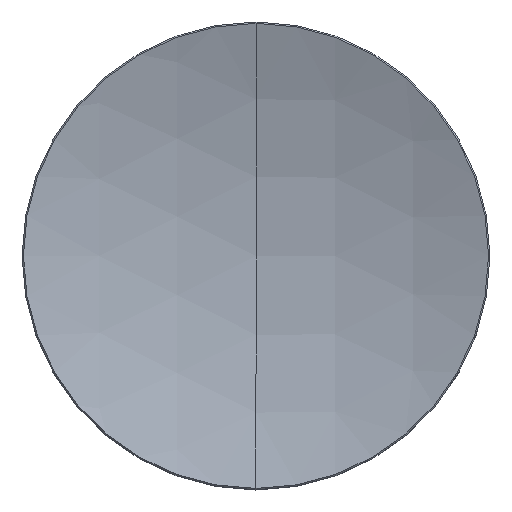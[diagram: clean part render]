
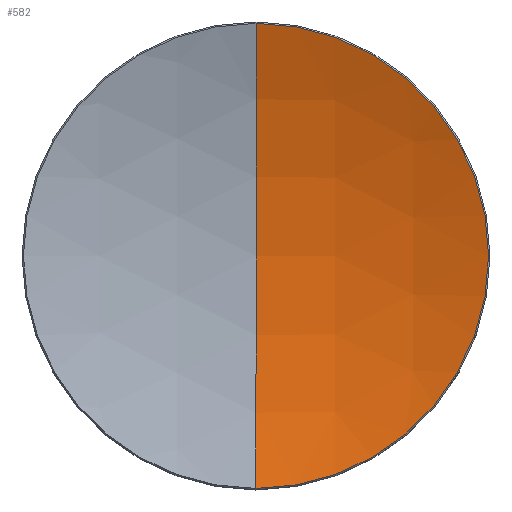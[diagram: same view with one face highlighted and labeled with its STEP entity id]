
A CAD part, top view. The second image highlights one B-rep face of the part: STEP entity #582.
In plain terms, the highlighted spherical face has radius 76.2 mm.
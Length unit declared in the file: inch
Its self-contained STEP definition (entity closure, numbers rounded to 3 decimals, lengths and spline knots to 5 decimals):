
#547 = EDGE_CURVE ( 'NONE', #580, #589, #2589, .T. ) ;
#549 = EDGE_CURVE ( 'NONE', #589, #595, #2618, .T. ) ;
#580 = VERTEX_POINT ( 'NONE', #2684 ) ;
#582 = ADVANCED_FACE ( 'NONE', ( #2671 ), #2691, .F. ) ;
#583 = EDGE_LOOP ( 'NONE', ( #596, #586, #587, #597 ) ) ;
#584 = EDGE_CURVE ( 'NONE', #592, #580, #2669, .T. ) ;
#586 = ORIENTED_EDGE ( 'NONE', *, *, #584, .T. ) ;
#587 = ORIENTED_EDGE ( 'NONE', *, *, #547, .T. ) ;
#589 = VERTEX_POINT ( 'NONE', #2116 ) ;
#591 = EDGE_CURVE ( 'NONE', #592, #595, #2114, .T. ) ;
#592 = VERTEX_POINT ( 'NONE', #2137 ) ;
#595 = VERTEX_POINT ( 'NONE', #2136 ) ;
#596 = ORIENTED_EDGE ( 'NONE', *, *, #591, .F. ) ;
#597 = ORIENTED_EDGE ( 'NONE', *, *, #549, .T. ) ;
#2114 = CIRCLE ( 'NONE', #2693, 3. ) ;
#2116 = CARTESIAN_POINT ( 'NONE',  ( 0.99418, 0., 0.52385 ) ) ;
#2136 = CARTESIAN_POINT ( 'NONE',  ( 0., 0.99418, 0.52385 ) ) ;
#2137 = CARTESIAN_POINT ( 'NONE',  ( 0., 0., 0.35433 ) ) ;
#2589 = CIRCLE ( 'NONE', #2620, 0.99418 ) ;
#2606 = DIRECTION ( 'NONE',  ( 1., 0., 0. ) ) ;
#2607 = DIRECTION ( 'NONE',  ( 0., 0., 1. ) ) ;
#2608 = CARTESIAN_POINT ( 'NONE',  ( 0., 0., 0.52385 ) ) ;
#2609 = AXIS2_PLACEMENT_3D ( 'NONE', #2608, #2607, #2606 ) ;
#2613 = DIRECTION ( 'NONE',  ( 1., 0., 0. ) ) ;
#2614 = DIRECTION ( 'NONE',  ( 0., 0., 1. ) ) ;
#2618 = CIRCLE ( 'NONE', #2609, 0.99418 ) ;
#2619 = CARTESIAN_POINT ( 'NONE',  ( 0., 0., 0.52385 ) ) ;
#2620 = AXIS2_PLACEMENT_3D ( 'NONE', #2619, #2614, #2613 ) ;
#2648 = AXIS2_PLACEMENT_3D ( 'NONE', #2676, #2679, #2663 ) ;
#2657 = DIRECTION ( 'NONE',  ( 0., -1., 0. ) ) ;
#2658 = DIRECTION ( 'NONE',  ( -1., 0., 0. ) ) ;
#2659 = AXIS2_PLACEMENT_3D ( 'NONE', #2664, #2658, #2657 ) ;
#2663 = DIRECTION ( 'NONE',  ( 0., 1., 0. ) ) ;
#2664 = CARTESIAN_POINT ( 'NONE',  ( 0., 0., 3.35433 ) ) ;
#2665 = CARTESIAN_POINT ( 'NONE',  ( 0., 0., 3.35433 ) ) ;
#2669 = CIRCLE ( 'NONE', #2659, 3. ) ;
#2671 = FACE_OUTER_BOUND ( 'NONE', #583, .T. ) ;
#2672 = DIRECTION ( 'NONE',  ( 0., 0., -1. ) ) ;
#2676 = CARTESIAN_POINT ( 'NONE',  ( 0., 0., 3.35433 ) ) ;
#2678 = DIRECTION ( 'NONE',  ( 1., 0., 0. ) ) ;
#2679 = DIRECTION ( 'NONE',  ( -1., 0., 0. ) ) ;
#2684 = CARTESIAN_POINT ( 'NONE',  ( 0., -0.99418, 0.52385 ) ) ;
#2691 = SPHERICAL_SURFACE ( 'NONE', #2648, 3. ) ;
#2693 = AXIS2_PLACEMENT_3D ( 'NONE', #2665, #2678, #2672 ) ;
